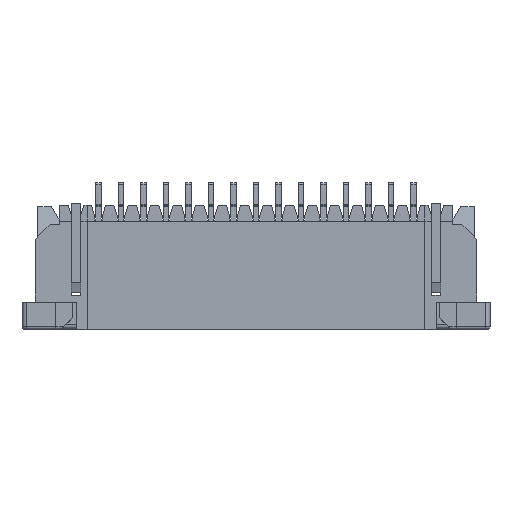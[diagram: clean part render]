
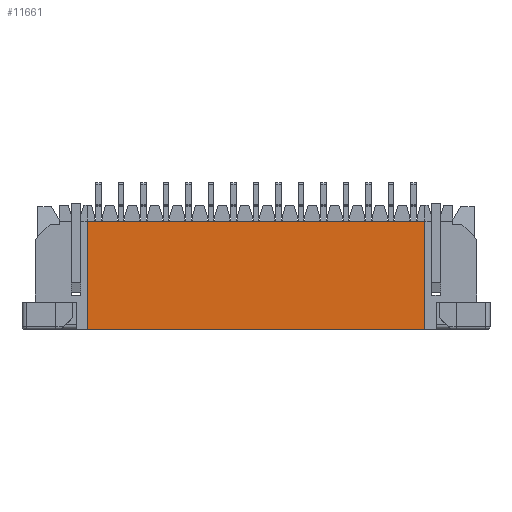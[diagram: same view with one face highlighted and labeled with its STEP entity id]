
A CAD part, front view. The second image highlights one B-rep face of the part: STEP entity #11661.
In plain terms, the highlighted planar face has unit normal (0, -1, 0).
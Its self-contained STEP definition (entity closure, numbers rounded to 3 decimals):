
#192 = CARTESIAN_POINT ( 'NONE',  ( 0., 0., 0. ) ) ;
#972 = DIRECTION ( 'NONE',  ( 0., 0., -1. ) ) ;
#1392 = PLANE ( 'NONE',  #4861 ) ;
#1476 = DIRECTION ( 'NONE',  ( 0., 0., 1. ) ) ;
#1562 = DIRECTION ( 'NONE',  ( 0., 1., 0. ) ) ;
#2400 = CARTESIAN_POINT ( 'NONE',  ( 7.5, 0., 0. ) ) ;
#3181 = LINE ( 'NONE', #10349, #13779 ) ;
#4028 = CARTESIAN_POINT ( 'NONE',  ( 7.5, 0., -3.6 ) ) ;
#4104 = CARTESIAN_POINT ( 'NONE',  ( 7.5, 0., 1.2 ) ) ;
#4321 = ORIENTED_EDGE ( 'NONE', *, *, #6949, .F. ) ;
#4433 = CARTESIAN_POINT ( 'NONE',  ( 7.5, 0., 1.2 ) ) ;
#4507 = DIRECTION ( 'NONE',  ( 1., 0., 0. ) ) ;
#4735 = ORIENTED_EDGE ( 'NONE', *, *, #6126, .T. ) ;
#4861 = AXIS2_PLACEMENT_3D ( 'NONE', #192, #1562, #1476 ) ;
#4890 = VERTEX_POINT ( 'NONE', #4028 ) ;
#4933 = EDGE_CURVE ( 'NONE', #11148, #14804, #15525, .T. ) ;
#5547 = LINE ( 'NONE', #10705, #15560 ) ;
#6126 = EDGE_CURVE ( 'NONE', #11148, #9649, #5547, .T. ) ;
#6949 = EDGE_CURVE ( 'NONE', #4890, #9649, #3181, .T. ) ;
#7563 = VECTOR ( 'NONE', #4507, 1000. ) ;
#8538 = CARTESIAN_POINT ( 'NONE',  ( -7.5, 0., -3.6 ) ) ;
#8929 = EDGE_CURVE ( 'NONE', #14804, #4890, #13421, .T. ) ;
#9649 = VERTEX_POINT ( 'NONE', #8538 ) ;
#10349 = CARTESIAN_POINT ( 'NONE',  ( 7.5, 0., -3.6 ) ) ;
#10705 = CARTESIAN_POINT ( 'NONE',  ( -7.5, 0., 0. ) ) ;
#11148 = VERTEX_POINT ( 'NONE', #11600 ) ;
#11600 = CARTESIAN_POINT ( 'NONE',  ( -7.5, 0., 1.2 ) ) ;
#11661 = ADVANCED_FACE ( 'NONE', ( #12494 ), #1392, .F. ) ;
#11755 = VECTOR ( 'NONE', #11820, 1000. ) ;
#11766 = ORIENTED_EDGE ( 'NONE', *, *, #8929, .F. ) ;
#11820 = DIRECTION ( 'NONE',  ( 0., 0., -1. ) ) ;
#12494 = FACE_OUTER_BOUND ( 'NONE', #12809, .T. ) ;
#12809 = EDGE_LOOP ( 'NONE', ( #11766, #15426, #4735, #4321 ) ) ;
#13421 = LINE ( 'NONE', #2400, #11755 ) ;
#13779 = VECTOR ( 'NONE', #15334, 1000. ) ;
#14804 = VERTEX_POINT ( 'NONE', #4104 ) ;
#15334 = DIRECTION ( 'NONE',  ( -1., 0., 0. ) ) ;
#15426 = ORIENTED_EDGE ( 'NONE', *, *, #4933, .F. ) ;
#15525 = LINE ( 'NONE', #4433, #7563 ) ;
#15560 = VECTOR ( 'NONE', #972, 1000. ) ;
